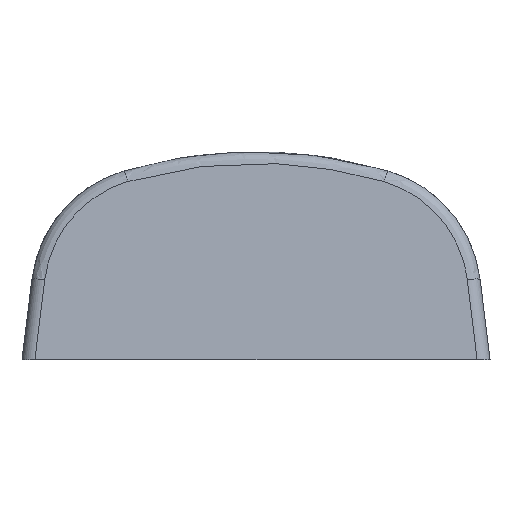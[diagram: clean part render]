
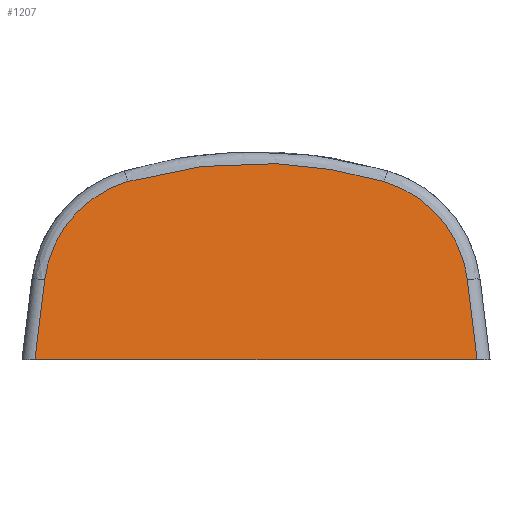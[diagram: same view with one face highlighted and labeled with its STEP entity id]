
A CAD part, front view. The second image highlights one B-rep face of the part: STEP entity #1207.
In plain terms, the highlighted planar face has unit normal (0, -0.993, 0.122).
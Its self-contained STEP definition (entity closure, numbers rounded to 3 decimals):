
#20=PLANE('',#1301);
#65=FACE_OUTER_BOUND('',#136,.T.);
#136=EDGE_LOOP('',(#823,#824,#825,#826,#827,#828));
#251=LINE('',#1826,#359);
#254=LINE('',#1920,#362);
#255=LINE('',#1922,#363);
#359=VECTOR('',#1434,10.);
#362=VECTOR('',#1461,10.);
#363=VECTOR('',#1464,10.);
#469=ELLIPSE('',#1292,4.534,4.5);
#471=ELLIPSE('',#1295,17.631,17.5);
#473=ELLIPSE('',#1298,4.534,4.5);
#500=VERTEX_POINT('',#1823);
#501=VERTEX_POINT('',#1825);
#503=VERTEX_POINT('',#1855);
#505=VERTEX_POINT('',#1880);
#507=VERTEX_POINT('',#1910);
#509=VERTEX_POINT('',#1916);
#620=EDGE_CURVE('',#500,#501,#251,.T.);
#625=EDGE_CURVE('',#501,#503,#469,.T.);
#628=EDGE_CURVE('',#503,#505,#471,.T.);
#631=EDGE_CURVE('',#505,#507,#473,.T.);
#634=EDGE_CURVE('',#507,#509,#254,.T.);
#635=EDGE_CURVE('',#500,#509,#255,.T.);
#823=ORIENTED_EDGE('',*,*,#634,.F.);
#824=ORIENTED_EDGE('',*,*,#631,.F.);
#825=ORIENTED_EDGE('',*,*,#628,.F.);
#826=ORIENTED_EDGE('',*,*,#625,.F.);
#827=ORIENTED_EDGE('',*,*,#620,.F.);
#828=ORIENTED_EDGE('',*,*,#635,.T.);
#1207=ADVANCED_FACE('',(#65),#20,.F.);
#1292=AXIS2_PLACEMENT_3D('',#1859,#1442,#1443);
#1295=AXIS2_PLACEMENT_3D('',#1884,#1448,#1449);
#1298=AXIS2_PLACEMENT_3D('',#1914,#1454,#1455);
#1301=AXIS2_PLACEMENT_3D('',#1921,#1462,#1463);
#1434=DIRECTION('',(0.121,0.121,0.985));
#1442=DIRECTION('center_axis',(0.,0.993,-0.122));
#1443=DIRECTION('ref_axis',(0.,0.122,0.993));
#1448=DIRECTION('center_axis',(0.,0.993,-0.122));
#1449=DIRECTION('ref_axis',(0.,0.122,0.993));
#1454=DIRECTION('center_axis',(0.,0.993,-0.122));
#1455=DIRECTION('ref_axis',(0.,0.122,0.993));
#1461=DIRECTION('',(0.121,-0.121,-0.985));
#1462=DIRECTION('center_axis',(0.,0.993,-0.122));
#1463=DIRECTION('ref_axis',(0.,-0.122,-0.993));
#1464=DIRECTION('',(1.,0.,0.));
#1823=CARTESIAN_POINT('',(5.496,4.,0.));
#1825=CARTESIAN_POINT('',(5.875,4.379,3.084));
#1826=CARTESIAN_POINT('',(6.452,4.955,7.781));
#1855=CARTESIAN_POINT('',(9.075,4.842,6.854));
#1859=CARTESIAN_POINT('Origin',(10.341,4.311,2.535));
#1880=CARTESIAN_POINT('',(18.925,4.842,6.854));
#1884=CARTESIAN_POINT('Origin',(14.,2.78,-9.939));
#1910=CARTESIAN_POINT('',(22.125,4.379,3.084));
#1914=CARTESIAN_POINT('Origin',(17.659,4.311,2.535));
#1916=CARTESIAN_POINT('',(22.504,4.,0.));
#1920=CARTESIAN_POINT('',(21.318,5.186,9.66));
#1921=CARTESIAN_POINT('Origin',(23.,5.219,9.925));
#1922=CARTESIAN_POINT('',(5.,4.,0.));
